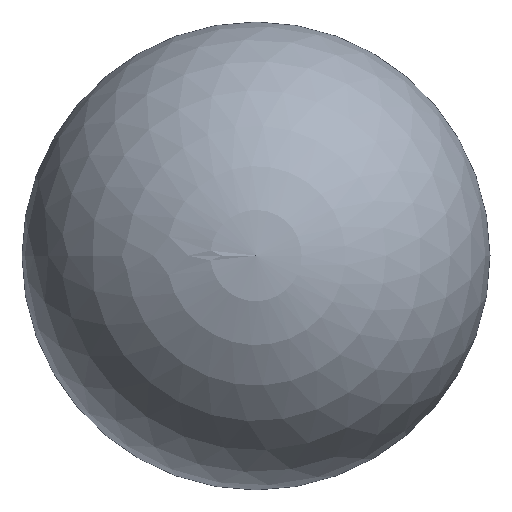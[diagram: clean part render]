
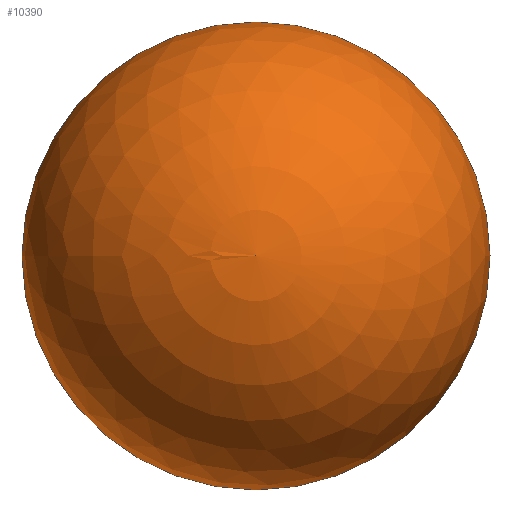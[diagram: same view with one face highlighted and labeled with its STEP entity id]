
A CAD part, top view. The second image highlights one B-rep face of the part: STEP entity #10390.
In plain terms, the highlighted spherical face has radius 100 mm.
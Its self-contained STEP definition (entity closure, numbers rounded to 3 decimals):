
#375 = ORIENTED_EDGE ( 'NONE', *, *, #3606, .F. ) ;
#920 = SPHERICAL_SURFACE ( 'NONE', #6689, 100. ) ;
#1680 = DIRECTION ( 'NONE',  ( 0., 0., -1. ) ) ;
#1763 = DIRECTION ( 'NONE',  ( 0., 0., -1. ) ) ;
#2311 = DIRECTION ( 'NONE',  ( 0., 0., 1. ) ) ;
#2471 = ORIENTED_EDGE ( 'NONE', *, *, #8388, .F. ) ;
#3348 = AXIS2_PLACEMENT_3D ( 'NONE', #5816, #1763, #3420 ) ;
#3420 = DIRECTION ( 'NONE',  ( -1., 0., 0. ) ) ;
#3606 = EDGE_CURVE ( 'NONE', #8720, #4960, #8753, .T. ) ;
#4960 = VERTEX_POINT ( 'NONE', #5822 ) ;
#5673 = AXIS2_PLACEMENT_3D ( 'NONE', #5867, #1680, #7575 ) ;
#5816 = CARTESIAN_POINT ( 'NONE',  ( 0., 0., 0. ) ) ;
#5822 = CARTESIAN_POINT ( 'NONE',  ( 100., 0., 0. ) ) ;
#5867 = CARTESIAN_POINT ( 'NONE',  ( 0., 0., 0. ) ) ;
#6203 = CIRCLE ( 'NONE', #3348, 100. ) ;
#6689 = AXIS2_PLACEMENT_3D ( 'NONE', #9294, #2311, #10809 ) ;
#7116 = EDGE_LOOP ( 'NONE', ( #375, #2471 ) ) ;
#7129 = FACE_OUTER_BOUND ( 'NONE', #7116, .T. ) ;
#7575 = DIRECTION ( 'NONE',  ( -1., 0., 0. ) ) ;
#8388 = EDGE_CURVE ( 'NONE', #4960, #8720, #6203, .T. ) ;
#8720 = VERTEX_POINT ( 'NONE', #9771 ) ;
#8753 = CIRCLE ( 'NONE', #5673, 100. ) ;
#9294 = CARTESIAN_POINT ( 'NONE',  ( 0., 0., 0. ) ) ;
#9771 = CARTESIAN_POINT ( 'NONE',  ( -100., 0., 0. ) ) ;
#10390 = ADVANCED_FACE ( 'NONE', ( #7129 ), #920, .T. ) ;
#10809 = DIRECTION ( 'NONE',  ( -1., 0., 0. ) ) ;
